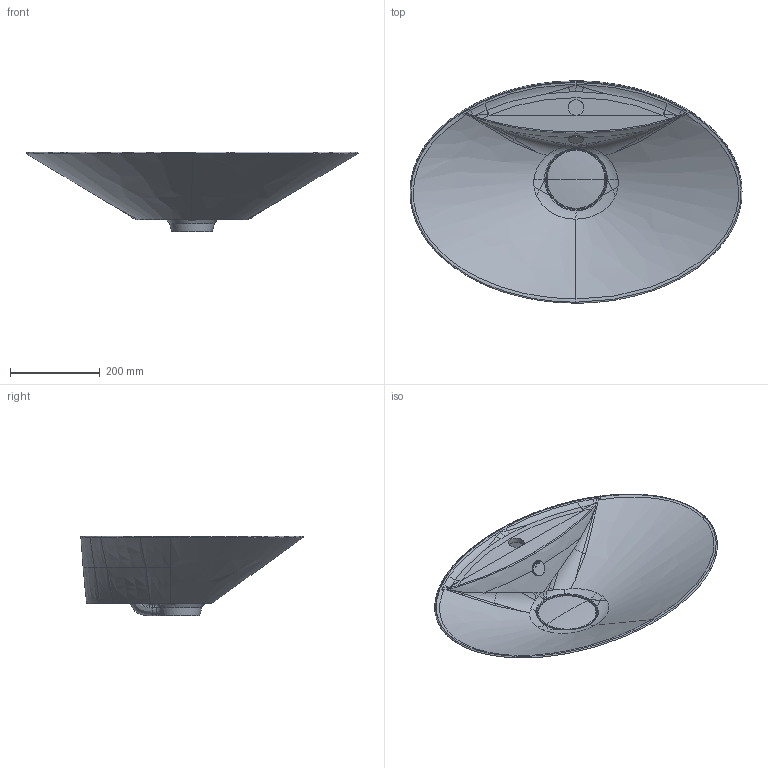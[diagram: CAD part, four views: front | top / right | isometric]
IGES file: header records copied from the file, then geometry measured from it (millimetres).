
Start section:  PTC IGES file: 45905_asm.igs
Global section: file name: 45905_asm.igs; native system: Pro/ENGINEER by Parametric Technology Corporation; preprocessor: 2010040; author: gbalzan; organization: Unknown; date: 20140611.111331; units: millimetre
Bounding box: 739.52 x 495.15 x 177.48 mm (x, y, z)
Surface area: 913049.1 mm2 (no closed solid volume)
Topology: 0 solids, 21 shells, 509 faces, 1307 edges, 790 vertices
Faces by surface type: bspline 509
